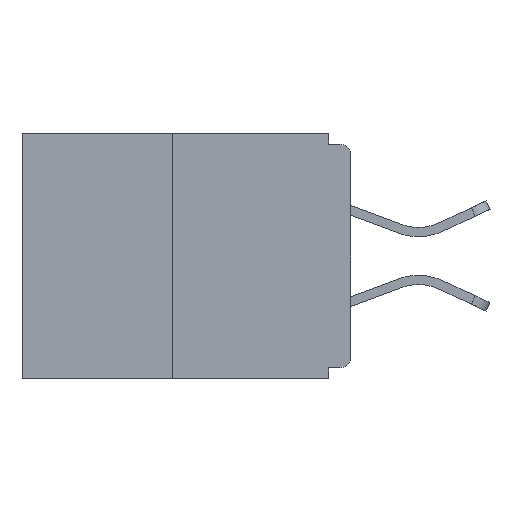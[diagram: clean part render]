
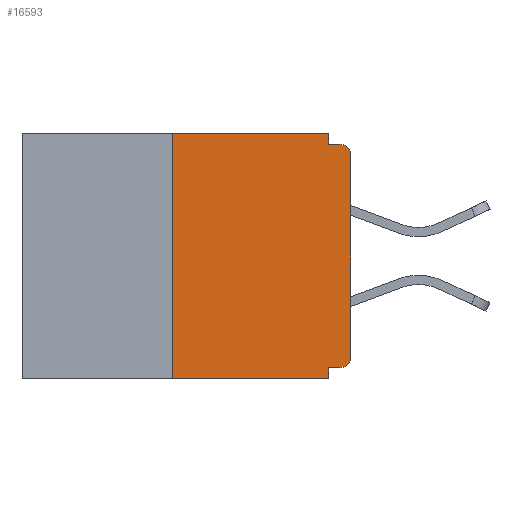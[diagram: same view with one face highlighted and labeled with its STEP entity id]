
A CAD part, left-side view. The second image highlights one B-rep face of the part: STEP entity #16593.
In plain terms, the highlighted planar face has unit normal (-1, 0, 0).
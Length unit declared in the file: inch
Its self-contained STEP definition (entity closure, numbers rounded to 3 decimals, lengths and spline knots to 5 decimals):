
#81 = CARTESIAN_POINT ( 'NONE',  ( 0., 0.031, -0.343 ) ) ;
#96 = DIRECTION ( 'NONE',  ( 0., 0., -1. ) ) ;
#333 = VERTEX_POINT ( 'NONE', #14764 ) ;
#513 = VECTOR ( 'NONE', #16876, 39.37008 ) ;
#644 = CARTESIAN_POINT ( 'NONE',  ( 0., 0., -0.03 ) ) ;
#803 = AXIS2_PLACEMENT_3D ( 'NONE', #19528, #19598, #14511 ) ;
#844 = DIRECTION ( 'NONE',  ( 0., -1., 0. ) ) ;
#1830 = LINE ( 'NONE', #9181, #513 ) ;
#2268 = CARTESIAN_POINT ( 'NONE',  ( 0., 0., -0.313 ) ) ;
#2544 = CIRCLE ( 'NONE', #14418, 0.015 ) ;
#2598 = ORIENTED_EDGE ( 'NONE', *, *, #9760, .T. ) ;
#2611 = VERTEX_POINT ( 'NONE', #16009 ) ;
#2977 = PLANE ( 'NONE',  #803 ) ;
#2984 = ORIENTED_EDGE ( 'NONE', *, *, #20194, .F. ) ;
#3442 = CARTESIAN_POINT ( 'NONE',  ( 0., 0.015, -0.015 ) ) ;
#3627 = VECTOR ( 'NONE', #8918, 39.37008 ) ;
#4056 = VECTOR ( 'NONE', #12953, 39.37008 ) ;
#4432 = DIRECTION ( 'NONE',  ( 0., 0., -1. ) ) ;
#4734 = EDGE_LOOP ( 'NONE', ( #2984, #9305, #11634, #9283, #14140, #20437, #2598, #7202, #14974, #7888 ) ) ;
#4816 = EDGE_CURVE ( 'NONE', #6262, #16760, #14423, .T. ) ;
#5177 = VECTOR ( 'NONE', #17510, 39.37008 ) ;
#5197 = CARTESIAN_POINT ( 'NONE',  ( 0., 0.25, 0. ) ) ;
#6206 = LINE ( 'NONE', #19361, #5177 ) ;
#6262 = VERTEX_POINT ( 'NONE', #11719 ) ;
#6930 = VERTEX_POINT ( 'NONE', #8519 ) ;
#6964 = EDGE_CURVE ( 'NONE', #2611, #21024, #16728, .T. ) ;
#7202 = ORIENTED_EDGE ( 'NONE', *, *, #12889, .T. ) ;
#7505 = LINE ( 'NONE', #19115, #3627 ) ;
#7578 = DIRECTION ( 'NONE',  ( 0., -1., 0. ) ) ;
#7888 = ORIENTED_EDGE ( 'NONE', *, *, #12348, .F. ) ;
#8061 = CARTESIAN_POINT ( 'NONE',  ( 0., 0.031, -0.343 ) ) ;
#8519 = CARTESIAN_POINT ( 'NONE',  ( 0., 0.031, 0. ) ) ;
#8590 = VECTOR ( 'NONE', #844, 39.37008 ) ;
#8918 = DIRECTION ( 'NONE',  ( 0., 0., 1. ) ) ;
#8982 = LINE ( 'NONE', #13099, #4056 ) ;
#9181 = CARTESIAN_POINT ( 'NONE',  ( 0., 0.031, 0. ) ) ;
#9283 = ORIENTED_EDGE ( 'NONE', *, *, #4816, .F. ) ;
#9305 = ORIENTED_EDGE ( 'NONE', *, *, #13378, .F. ) ;
#9742 = CARTESIAN_POINT ( 'NONE',  ( 0., 0.015, -0.328 ) ) ;
#9760 = EDGE_CURVE ( 'NONE', #12342, #16375, #8982, .T. ) ;
#10250 = EDGE_CURVE ( 'NONE', #333, #16760, #19722, .T. ) ;
#10304 = FACE_OUTER_BOUND ( 'NONE', #4734, .T. ) ;
#10796 = VECTOR ( 'NONE', #19804, 39.37008 ) ;
#11156 = CIRCLE ( 'NONE', #20370, 0.015 ) ;
#11506 = VECTOR ( 'NONE', #13547, 39.37008 ) ;
#11634 = ORIENTED_EDGE ( 'NONE', *, *, #10250, .T. ) ;
#11719 = CARTESIAN_POINT ( 'NONE',  ( 0., 0.031, -0.328 ) ) ;
#12342 = VERTEX_POINT ( 'NONE', #2268 ) ;
#12348 = EDGE_CURVE ( 'NONE', #6930, #2611, #1830, .T. ) ;
#12813 = VERTEX_POINT ( 'NONE', #5197 ) ;
#12889 = EDGE_CURVE ( 'NONE', #16375, #21024, #2544, .T. ) ;
#12921 = EDGE_CURVE ( 'NONE', #14848, #6262, #6206, .T. ) ;
#12953 = DIRECTION ( 'NONE',  ( 0., 0., 1. ) ) ;
#13099 = CARTESIAN_POINT ( 'NONE',  ( 0., 0., 0. ) ) ;
#13378 = EDGE_CURVE ( 'NONE', #333, #12813, #7505, .T. ) ;
#13431 = CARTESIAN_POINT ( 'NONE',  ( 0., 0.015, -0.313 ) ) ;
#13547 = DIRECTION ( 'NONE',  ( 0., -1., 0. ) ) ;
#14140 = ORIENTED_EDGE ( 'NONE', *, *, #12921, .F. ) ;
#14188 = DIRECTION ( 'NONE',  ( -1., 0., 0. ) ) ;
#14418 = AXIS2_PLACEMENT_3D ( 'NONE', #19513, #14188, #4432 ) ;
#14423 = LINE ( 'NONE', #8061, #10796 ) ;
#14511 = DIRECTION ( 'NONE',  ( 0., 0., -1. ) ) ;
#14764 = CARTESIAN_POINT ( 'NONE',  ( 0., 0.25, -0.343 ) ) ;
#14848 = VERTEX_POINT ( 'NONE', #9742 ) ;
#14974 = ORIENTED_EDGE ( 'NONE', *, *, #6964, .F. ) ;
#16009 = CARTESIAN_POINT ( 'NONE',  ( 0., 0.031, -0.015 ) ) ;
#16375 = VERTEX_POINT ( 'NONE', #644 ) ;
#16593 = ADVANCED_FACE ( 'NONE', ( #10304 ), #2977, .F. ) ;
#16657 = DIRECTION ( 'NONE',  ( -1., 0., 0. ) ) ;
#16728 = LINE ( 'NONE', #20258, #11506 ) ;
#16760 = VERTEX_POINT ( 'NONE', #81 ) ;
#16876 = DIRECTION ( 'NONE',  ( 0., 0., -1. ) ) ;
#17510 = DIRECTION ( 'NONE',  ( 0., 1., 0. ) ) ;
#18265 = LINE ( 'NONE', #20764, #8590 ) ;
#19115 = CARTESIAN_POINT ( 'NONE',  ( 0., 0.25, 0. ) ) ;
#19361 = CARTESIAN_POINT ( 'NONE',  ( 0., 0., -0.328 ) ) ;
#19513 = CARTESIAN_POINT ( 'NONE',  ( 0., 0.015, -0.03 ) ) ;
#19528 = CARTESIAN_POINT ( 'NONE',  ( 0., 0.46, 0. ) ) ;
#19598 = DIRECTION ( 'NONE',  ( 1., 0., 0. ) ) ;
#19722 = LINE ( 'NONE', #20434, #21305 ) ;
#19804 = DIRECTION ( 'NONE',  ( 0., 0., -1. ) ) ;
#20194 = EDGE_CURVE ( 'NONE', #12813, #6930, #18265, .T. ) ;
#20258 = CARTESIAN_POINT ( 'NONE',  ( 0., 0., -0.015 ) ) ;
#20370 = AXIS2_PLACEMENT_3D ( 'NONE', #13431, #16657, #96 ) ;
#20434 = CARTESIAN_POINT ( 'NONE',  ( 0., 0.46, -0.343 ) ) ;
#20437 = ORIENTED_EDGE ( 'NONE', *, *, #21016, .T. ) ;
#20764 = CARTESIAN_POINT ( 'NONE',  ( 0., 0.46, 0. ) ) ;
#21016 = EDGE_CURVE ( 'NONE', #14848, #12342, #11156, .T. ) ;
#21024 = VERTEX_POINT ( 'NONE', #3442 ) ;
#21305 = VECTOR ( 'NONE', #7578, 39.37008 ) ;
